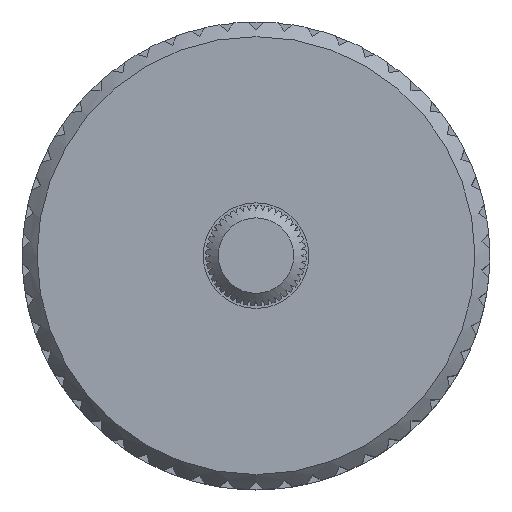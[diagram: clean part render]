
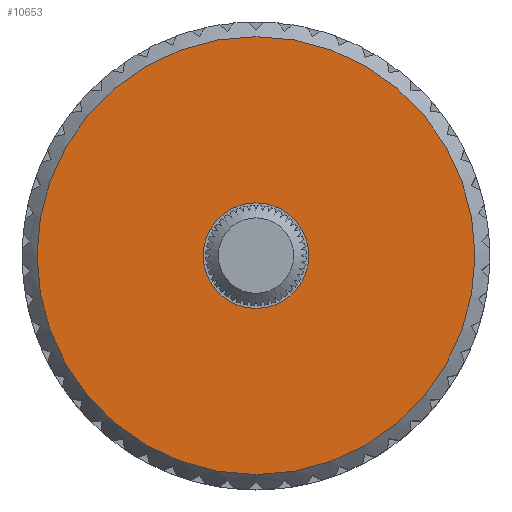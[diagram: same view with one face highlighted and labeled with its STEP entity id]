
A CAD part, top view. The second image highlights one B-rep face of the part: STEP entity #10653.
In plain terms, the highlighted planar face has unit normal (0, 0, 1).
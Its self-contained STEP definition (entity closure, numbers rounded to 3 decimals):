
#17=FACE_BOUND('',#1419,.T.);
#108=CIRCLE('',#10896,2.1);
#113=CIRCLE('',#11338,8.711);
#784=FACE_OUTER_BOUND('',#1418,.T.);
#1418=EDGE_LOOP('',(#9415));
#1419=EDGE_LOOP('',(#9416));
#4289=VERTEX_POINT('',#15006);
#4881=VERTEX_POINT('',#17308);
#5306=EDGE_CURVE('',#4289,#4289,#108,.T.);
#6334=EDGE_CURVE('',#4881,#4881,#113,.T.);
#9415=ORIENTED_EDGE('',*,*,#6334,.T.);
#9416=ORIENTED_EDGE('',*,*,#5306,.T.);
#10021=PLANE('',#11393);
#10653=ADVANCED_FACE('',(#784,#17),#10021,.T.);
#10896=AXIS2_PLACEMENT_3D('',#15007,#12066,#12067);
#11338=AXIS2_PLACEMENT_3D('',#17310,#13850,#13851);
#11393=AXIS2_PLACEMENT_3D('',#17532,#14016,#14017);
#12066=DIRECTION('center_axis',(0.,0.,-1.));
#12067=DIRECTION('ref_axis',(-1.,0.,0.));
#13850=DIRECTION('center_axis',(0.,0.,1.));
#13851=DIRECTION('ref_axis',(0.,-1.,0.));
#14016=DIRECTION('center_axis',(0.,0.,1.));
#14017=DIRECTION('ref_axis',(1.,0.,0.));
#15006=CARTESIAN_POINT('',(-5.8,-16.2,159.76));
#15007=CARTESIAN_POINT('Origin',(-7.9,-16.2,159.76));
#17308=CARTESIAN_POINT('',(-7.9,-7.489,159.76));
#17310=CARTESIAN_POINT('Origin',(-7.9,-16.2,159.76));
#17532=CARTESIAN_POINT('Origin',(-7.9,-16.2,159.76));
